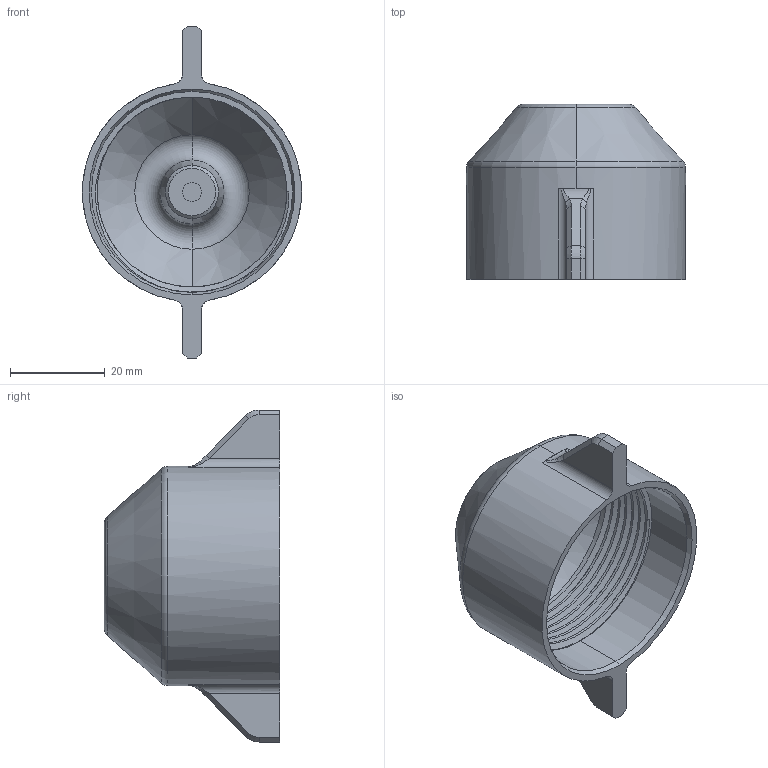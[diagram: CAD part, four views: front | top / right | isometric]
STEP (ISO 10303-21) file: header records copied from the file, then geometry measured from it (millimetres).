
FILE_DESCRIPTION (( 'STEP AP214' ), '1' );
FILE_NAME ('PEEP_cap_v3_2mm_pitch.STEP', '2020-05-18T23:12:59', ( '' ), ( '' ), 'SwSTEP 2.0', 'SolidWorks 2018', '' );
FILE_SCHEMA (( 'AUTOMOTIVE_DESIGN' ));
Length unit declared in the file: millimetre
Products named in the file (1): PEEP_cap_v3_2mm_pitch
Bounding box: 46.2 x 36.94 x 70 mm (x, y, z)
Volume: 13681 mm3; surface area: 13249.1 mm2
Topology: 1 solids, 1 shells, 169 faces, 448 edges, 289 vertices
Faces by surface type: plane 70, bspline 50, cylinder 29, cone 14, torus 6
Entity records: 10226 total; most frequent: CARTESIAN_POINT 6514, ORIENTED_EDGE 896, DIRECTION 558, EDGE_CURVE 448, VERTEX_POINT 289, LINE 198, VECTOR 198, AXIS2_PLACEMENT_3D 180
